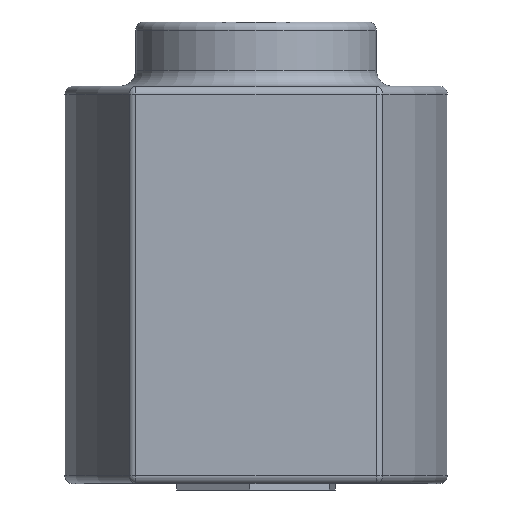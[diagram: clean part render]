
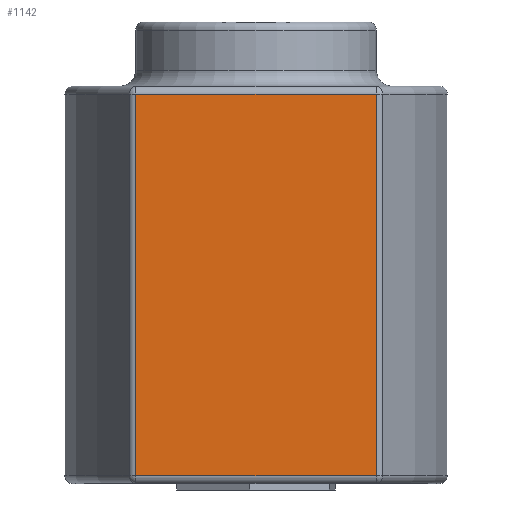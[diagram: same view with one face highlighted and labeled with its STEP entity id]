
A CAD part, left-side view. The second image highlights one B-rep face of the part: STEP entity #1142.
In plain terms, the highlighted planar face has unit normal (-1, 0, 0).
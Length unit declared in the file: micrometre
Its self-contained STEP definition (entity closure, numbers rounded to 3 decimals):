
#64=PLANE('',#1293);
#107=FACE_OUTER_BOUND('',#188,.T.);
#188=EDGE_LOOP('',(#872,#873,#874,#875));
#286=LINE('',#2018,#358);
#287=LINE('',#2020,#359);
#288=LINE('',#2022,#360);
#289=LINE('',#2023,#361);
#358=VECTOR('',#1579,1000000.);
#359=VECTOR('',#1580,1000000.);
#360=VECTOR('',#1581,1000000.);
#361=VECTOR('',#1582,1000000.);
#555=VERTEX_POINT('',#2016);
#556=VERTEX_POINT('',#2017);
#557=VERTEX_POINT('',#2019);
#558=VERTEX_POINT('',#2021);
#675=EDGE_CURVE('',#555,#556,#286,.T.);
#676=EDGE_CURVE('',#556,#557,#287,.T.);
#677=EDGE_CURVE('',#557,#558,#288,.T.);
#678=EDGE_CURVE('',#558,#555,#289,.T.);
#872=ORIENTED_EDGE('',*,*,#675,.T.);
#873=ORIENTED_EDGE('',*,*,#676,.T.);
#874=ORIENTED_EDGE('',*,*,#677,.T.);
#875=ORIENTED_EDGE('',*,*,#678,.T.);
#1142=ADVANCED_FACE('',(#107),#64,.T.);
#1293=AXIS2_PLACEMENT_3D('',#2015,#1577,#1578);
#1577=DIRECTION('center_axis',(-1.,0.,0.));
#1578=DIRECTION('ref_axis',(0.,-1.,0.));
#1579=DIRECTION('',(0.,0.,-1.));
#1580=DIRECTION('',(0.,-1.,0.));
#1581=DIRECTION('',(0.,0.,1.));
#1582=DIRECTION('',(0.,1.,0.));
#2015=CARTESIAN_POINT('Origin',(-28500.,15500.,-49500.));
#2016=CARTESIAN_POINT('',(-28500.,14956.061,-1000.));
#2017=CARTESIAN_POINT('',(-28500.,14956.061,-48500.));
#2018=CARTESIAN_POINT('',(-28500.,14956.061,-49500.));
#2019=CARTESIAN_POINT('',(-28500.,-14956.061,-48500.));
#2020=CARTESIAN_POINT('',(-28500.,-15500.,-48500.));
#2021=CARTESIAN_POINT('',(-28500.,-14956.061,-1000.));
#2022=CARTESIAN_POINT('',(-28500.,-14956.061,-49500.));
#2023=CARTESIAN_POINT('',(-28500.,15500.,-1000.));
